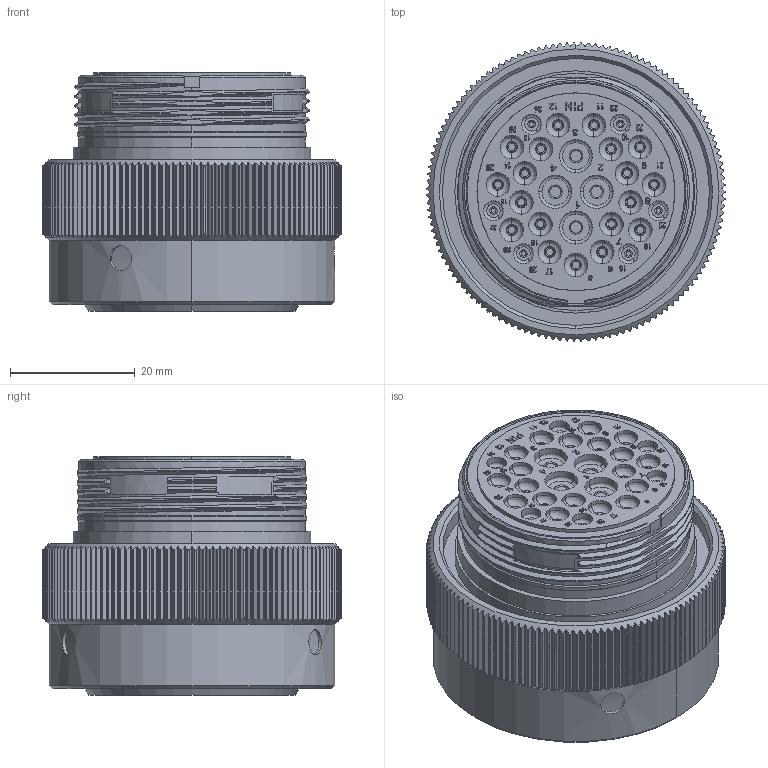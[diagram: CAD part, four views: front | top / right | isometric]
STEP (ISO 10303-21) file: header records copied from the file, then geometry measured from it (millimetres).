
FILE_DESCRIPTION((''),'2;1');
FILE_NAME('C-AHDM06-24-29PR_3D','2018-10-13T',('Administrator'),(''),'PRO/ENGINEER BY PARAMETRIC TECHNOLOGY CORPORATION, 2016360','PRO/ENGINEER BY PARAMETRIC TECHNOLOGY CORPORATION, 2016360','');
FILE_SCHEMA(('CONFIG_CONTROL_DESIGN'));
Length unit declared in the file: millimetre
Products named in the file (1): C-AHDM06-24-29PR_3D
Bounding box: 47.79 x 47.8 x 38.22 mm (x, y, z)
Volume: 42325.3 mm3; surface area: 15730.3 mm2
Topology: 1 solids, 1 shells, 2567 faces, 6841 edges, 4547 vertices
Faces by surface type: plane 1034, extrusion 855, cylinder 464, torus 78, cone 76, bspline 60
Entity records: 93125 total; most frequent: CARTESIAN_POINT 34265, ORIENTED_EDGE 13682, DIRECTION 8867, EDGE_CURVE 6841, VERTEX_POINT 4547, VECTOR 3951, B_SPLINE_CURVE_WITH_KNOTS 3794, LINE 3096
